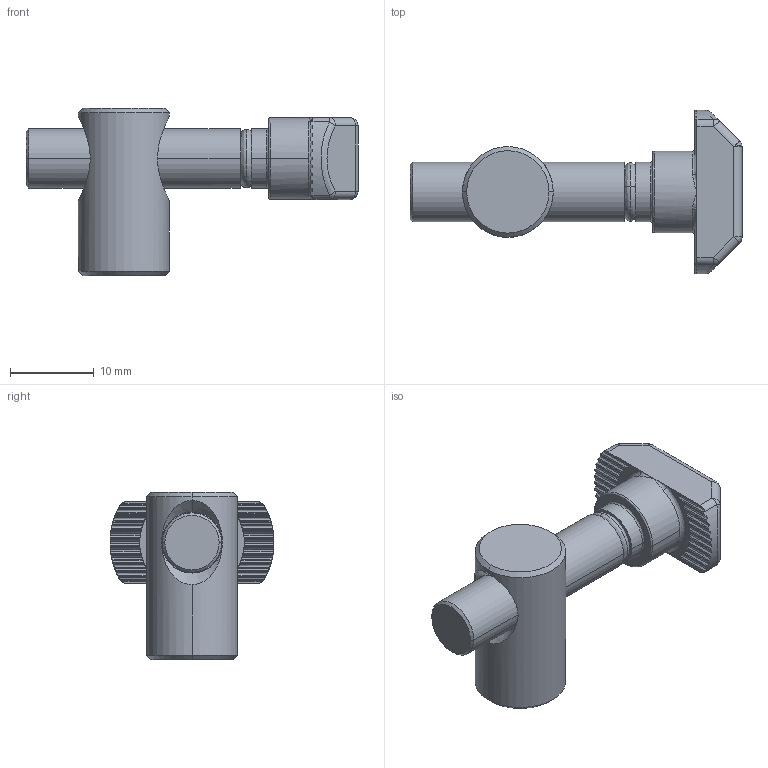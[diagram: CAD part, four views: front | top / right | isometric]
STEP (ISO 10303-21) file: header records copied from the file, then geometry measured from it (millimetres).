
FILE_DESCRIPTION (( 'STEP AP214' ), '1' );
FILE_NAME ('099b08110790s01.STEP', '2014-08-28T11:23:10', ( '' ), ( '' ), 'SwSTEP 2.0', 'SolidWorks 2014', '' );
FILE_SCHEMA (( 'AUTOMOTIVE_DESIGN' ));
Length unit declared in the file: millimetre
Products named in the file (1): 099b08110790s01
Bounding box: 39.7 x 19.6 x 20 mm (x, y, z)
Volume: 3568.3 mm3; surface area: 3287.1 mm2
Topology: 4 solids, 4 shells, 403 faces, 1013 edges, 610 vertices
Faces by surface type: cylinder 161, cone 113, plane 93, bspline 36
Entity records: 19493 total; most frequent: CARTESIAN_POINT 6194, ORIENTED_EDGE 2010, DIRECTION 1656, EDGE_CURVE 1005, AXIS2_PLACEMENT_3D 637, VERTEX_POINT 610, UNCERTAINTY_MEASURE_WITH_UNIT 409, EDGE_LOOP 409
